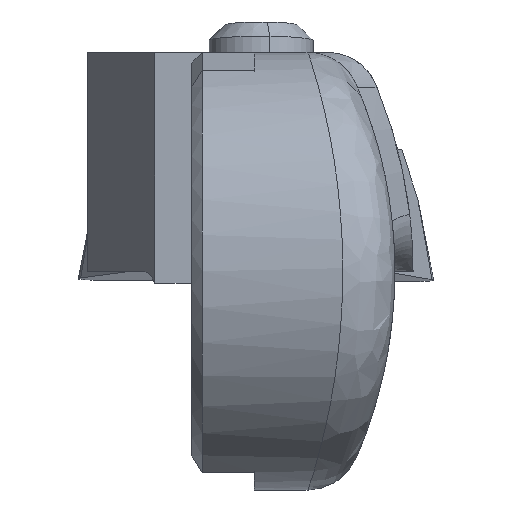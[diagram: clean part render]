
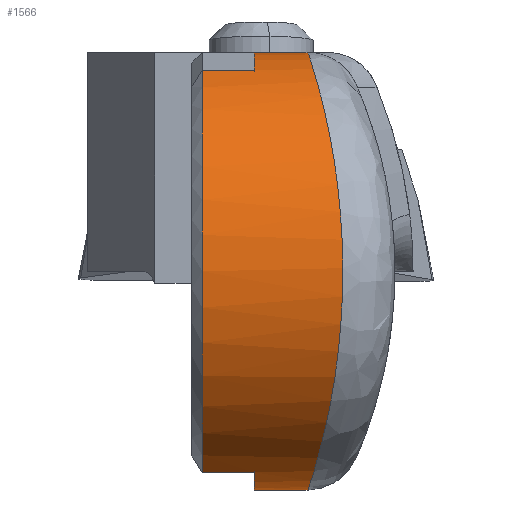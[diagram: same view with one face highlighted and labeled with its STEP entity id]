
A CAD part, left-side view. The second image highlights one B-rep face of the part: STEP entity #1566.
In plain terms, the highlighted cylindrical face has radius 4.2 mm (diameter 8.4 mm), a partial arc.
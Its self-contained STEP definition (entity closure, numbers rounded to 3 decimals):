
#642=VERTEX_POINT('NONE',#1764);
#686=EDGE_CURVE('NONE',#1450,#1404,#1813,.F.);
#700=EDGE_CURVE('NONE',#862,#1232,#1827,.F.);
#726=EDGE_CURVE('NONE',#1152,#862,#1853,.T.);
#790=EDGE_CURVE('NONE',#1526,#1152,#1922,.F.);
#862=VERTEX_POINT('NONE',#2003);
#962=EDGE_CURVE('NONE',#1476,#1526,#2116,.F.);
#1152=VERTEX_POINT('NONE',#2331);
#1232=VERTEX_POINT('NONE',#2415);
#1404=VERTEX_POINT('NONE',#2602);
#1446=EDGE_CURVE('NONE',#1404,#1476,#2647,.F.);
#1450=VERTEX_POINT('NONE',#2651);
#1472=EDGE_CURVE('NONE',#1450,#642,#2674,.T.);
#1476=VERTEX_POINT('NONE',#2678);
#1526=VERTEX_POINT('NONE',#2737);
#1566=ADVANCED_FACE('NONE',(#2782),#2783,.T.);
#1654=EDGE_CURVE('NONE',#1232,#642,#2878,.F.);
#1764=CARTESIAN_POINT('',(-5.888,-1.2,-4.2));
#1813=B_SPLINE_CURVE_WITH_KNOTS('',3,(#3113,#3114,#3115,#3116,#3117,#3118,#3119,#3120,#3121,#3122,#3123,#3124,#3125,#3126,#3127,#3128,#3129,#3130,#3131,#3132,#3133,#3134,#3135,#3136,#3137),.UNSPECIFIED.,.F.,.F.,(4,3,3,3,3,3,3,3,4),(0.0,0.034,0.144,0.263,0.366,0.47,0.588,0.682,0.706),.UNSPECIFIED.);
#1827=LINE('',#3209,#3210);
#1853=CIRCLE('',#3255,4.2);
#1922=LINE('',#4500,#4501);
#2003=CARTESIAN_POINT('',(-7.538,-0.2,-3.862));
#2116=CIRCLE('',#4818,4.2);
#2331=CARTESIAN_POINT('',(-7.538,-0.2,3.862));
#2415=CARTESIAN_POINT('',(-7.538,-1.2,-3.862));
#2602=CARTESIAN_POINT('',(-5.888,-2.232,4.2));
#2647=LINE('',#6746,#6747);
#2651=CARTESIAN_POINT('',(-5.888,-2.232,-4.2));
#2674=LINE('',#6786,#6787);
#2678=CARTESIAN_POINT('',(-5.888,-1.2,4.2));
#2737=CARTESIAN_POINT('',(-7.538,-1.2,3.862));
#2782=FACE_OUTER_BOUND('',#8778,.T.);
#2783=CYLINDRICAL_SURFACE('',#8779,4.2);
#2878=CIRCLE('',#8925,4.2);
#3113=CARTESIAN_POINT('',(-5.888,-2.232,4.2));
#3114=CARTESIAN_POINT('',(-6.101,-2.232,4.2));
#3115=CARTESIAN_POINT('',(-6.314,-2.238,4.184));
#3116=CARTESIAN_POINT('',(-6.524,-2.248,4.152));
#3117=CARTESIAN_POINT('',(-7.205,-2.282,4.047));
#3118=CARTESIAN_POINT('',(-7.854,-2.372,3.774));
#3119=CARTESIAN_POINT('',(-8.4,-2.478,3.366));
#3120=CARTESIAN_POINT('',(-8.989,-2.591,2.926));
#3121=CARTESIAN_POINT('',(-9.459,-2.718,2.331));
#3122=CARTESIAN_POINT('',(-9.75,-2.8,1.652));
#3123=CARTESIAN_POINT('',(-10.003,-2.872,1.06));
#3124=CARTESIAN_POINT('',(-10.119,-2.909,0.405));
#3125=CARTESIAN_POINT('',(-10.081,-2.898,-0.241));
#3126=CARTESIAN_POINT('',(-10.044,-2.887,-0.891));
#3127=CARTESIAN_POINT('',(-9.853,-2.827,-1.529));
#3128=CARTESIAN_POINT('',(-9.533,-2.74,-2.088));
#3129=CARTESIAN_POINT('',(-9.167,-2.642,-2.725));
#3130=CARTESIAN_POINT('',(-8.635,-2.51,-3.261));
#3131=CARTESIAN_POINT('',(-8.001,-2.407,-3.63));
#3132=CARTESIAN_POINT('',(-7.499,-2.325,-3.922));
#3133=CARTESIAN_POINT('',(-6.933,-2.262,-4.11));
#3134=CARTESIAN_POINT('',(-6.35,-2.24,-4.175));
#3135=CARTESIAN_POINT('',(-6.197,-2.235,-4.191));
#3136=CARTESIAN_POINT('',(-6.043,-2.232,-4.2));
#3137=CARTESIAN_POINT('',(-5.888,-2.232,-4.2));
#3209=CARTESIAN_POINT('',(-7.538,-7.0,-3.862));
#3210=VECTOR('',#10787,1.0);
#3255=AXIS2_PLACEMENT_3D('',#10799,#10800,#10801);
#4500=CARTESIAN_POINT('',(-7.538,-7.0,3.862));
#4501=VECTOR('',#10879,1.0);
#4818=AXIS2_PLACEMENT_3D('',#11128,#11129,#11130);
#6746=CARTESIAN_POINT('',(-5.888,-7.0,4.2));
#6747=VECTOR('',#11714,1.0);
#6786=CARTESIAN_POINT('',(-5.888,-7.0,-4.2));
#6787=VECTOR('',#11739,1000.0);
#8778=EDGE_LOOP('',(#11886,#11887,#11888,#11889,#11890,#11891,#11892,#11893));
#8779=AXIS2_PLACEMENT_3D('',#11894,#11895,#11896);
#8925=AXIS2_PLACEMENT_3D('',#11992,#11993,#11994);
#10787=DIRECTION('',(-0.0,1.0,0.));
#10799=CARTESIAN_POINT('',(-5.888,-0.2,0.));
#10800=DIRECTION('',(0.0,-1.0,0.));
#10801=DIRECTION('',(0.0,0.,-1.0));
#10879=DIRECTION('',(0.0,-1.0,0.));
#11128=CARTESIAN_POINT('',(-5.888,-1.2,0.));
#11129=DIRECTION('',(0.,1.0,0.));
#11130=DIRECTION('',(0.0,0.,-1.0));
#11714=DIRECTION('',(0.0,-1.0,0.));
#11739=DIRECTION('',(0.0,1.0,0.));
#11886=ORIENTED_EDGE('',*,*,#1472,.F.);
#11887=ORIENTED_EDGE('',*,*,#686,.T.);
#11888=ORIENTED_EDGE('',*,*,#1446,.T.);
#11889=ORIENTED_EDGE('',*,*,#962,.T.);
#11890=ORIENTED_EDGE('',*,*,#790,.T.);
#11891=ORIENTED_EDGE('',*,*,#726,.T.);
#11892=ORIENTED_EDGE('',*,*,#700,.T.);
#11893=ORIENTED_EDGE('',*,*,#1654,.T.);
#11894=CARTESIAN_POINT('',(-5.888,-7.0,0.));
#11895=DIRECTION('',(-0.0,1.0,0.));
#11896=DIRECTION('',(0.0,0.,-1.0));
#11992=CARTESIAN_POINT('',(-5.888,-1.2,0.));
#11993=DIRECTION('',(0.,1.0,0.));
#11994=DIRECTION('',(0.0,0.,-1.0));
